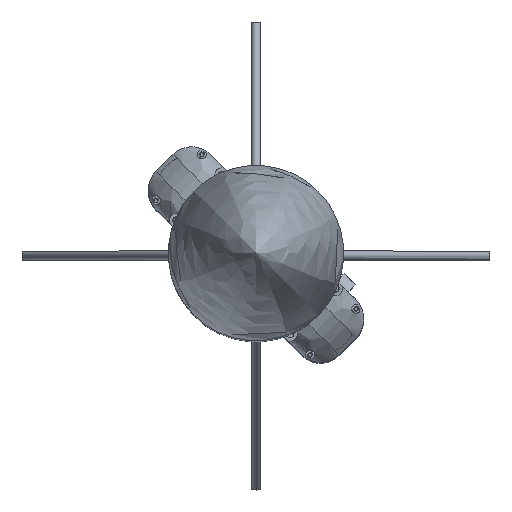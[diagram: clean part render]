
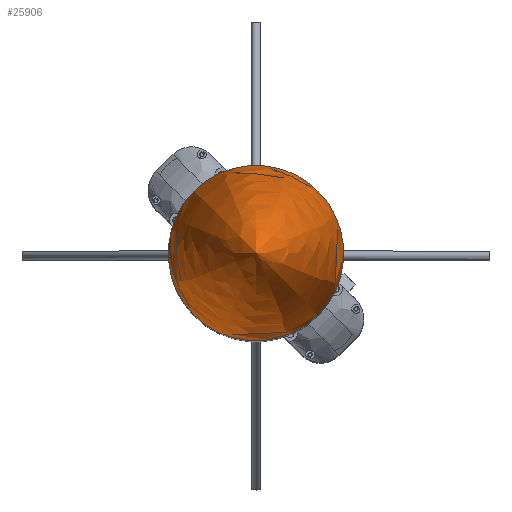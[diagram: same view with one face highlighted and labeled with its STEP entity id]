
A CAD part, top view. The second image highlights one B-rep face of the part: STEP entity #25906.
In plain terms, the highlighted free-form (B-spline) face has degree [3, 3] with [4, 19] control points.
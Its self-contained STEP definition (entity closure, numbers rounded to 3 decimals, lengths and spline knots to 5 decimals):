
#10=VERTEX_LOOP('',#16413);
#481=B_SPLINE_SURFACE_WITH_KNOTS('',3,3,((#55560,#55561,#55562,#55563,#55564,
#55565,#55566,#55567,#55568,#55569,#55570,#55571,#55572,#55573,#55574,#55575,
#55576,#55577,#55578),(#55579,#55580,#55581,#55582,#55583,#55584,#55585,
#55586,#55587,#55588,#55589,#55590,#55591,#55592,#55593,#55594,#55595,#55596,
#55597),(#55598,#55599,#55600,#55601,#55602,#55603,#55604,#55605,#55606,
#55607,#55608,#55609,#55610,#55611,#55612,#55613,#55614,#55615,#55616),
(#55617,#55618,#55619,#55620,#55621,#55622,#55623,#55624,#55625,#55626,
#55627,#55628,#55629,#55630,#55631,#55632,#55633,#55634,#55635)),
 .UNSPECIFIED.,.F.,.T.,.F.,(4,4),(1,1,1,1,1,1,1,1,1,1,1,1,1,1,1,1,1,1,1,
1,1,1,1),(0.,1.),(-1.1781,-0.7854,-0.3927,
0.,0.3927,0.7854,1.1781,1.5708,
1.9635,2.35619,2.74889,3.14159,3.53429,
3.92699,4.31969,4.71239,5.10509,5.49779,
5.89049,6.28319,6.67588,7.06858,7.46128),
 .UNSPECIFIED.);
#1345=CIRCLE('',#28938,0.03305);
#9851=ORIENTED_EDGE('',*,*,#13604,.F.);
#13604=EDGE_CURVE('',#16412,#16412,#1345,.T.);
#16412=VERTEX_POINT('',#55559);
#16413=VERTEX_POINT('',#55636);
#22343=EDGE_LOOP('',(#9851));
#23942=FACE_BOUND('',#22343,.T.);
#23943=FACE_BOUND('',#10,.T.);
#25906=ADVANCED_FACE('',(#23942,#23943),#481,.F.);
#28938=AXIS2_PLACEMENT_3D('',#55558,#35296,#35297);
#35296=DIRECTION('',(0.,0.,-1.));
#35297=DIRECTION('',(-1.,0.,0.));
#55558=CARTESIAN_POINT('',(0.,0.,0.0175));
#55559=CARTESIAN_POINT('',(-0.03305,0.,0.0175));
#55560=CARTESIAN_POINT('',(0.,0.,0.1375));
#55561=CARTESIAN_POINT('',(0.,0.,0.1375));
#55562=CARTESIAN_POINT('',(0.,0.,0.1375));
#55563=CARTESIAN_POINT('',(0.,0.,0.1375));
#55564=CARTESIAN_POINT('',(0.,0.,0.1375));
#55565=CARTESIAN_POINT('',(0.,0.,0.1375));
#55566=CARTESIAN_POINT('',(0.,0.,0.1375));
#55567=CARTESIAN_POINT('',(0.,0.,0.1375));
#55568=CARTESIAN_POINT('',(0.,0.,0.1375));
#55569=CARTESIAN_POINT('',(0.,0.,0.1375));
#55570=CARTESIAN_POINT('',(0.,0.,0.1375));
#55571=CARTESIAN_POINT('',(0.,0.,0.1375));
#55572=CARTESIAN_POINT('',(0.,0.,0.1375));
#55573=CARTESIAN_POINT('',(0.,0.,0.1375));
#55574=CARTESIAN_POINT('',(0.,0.,0.1375));
#55575=CARTESIAN_POINT('',(0.,0.,0.1375));
#55576=CARTESIAN_POINT('',(0.,0.,0.1375));
#55577=CARTESIAN_POINT('',(0.,0.,0.1375));
#55578=CARTESIAN_POINT('',(0.,0.,0.1375));
#55579=CARTESIAN_POINT('',(0.01731,0.00717,0.11344));
#55580=CARTESIAN_POINT('',(0.01873,0.,0.11344));
#55581=CARTESIAN_POINT('',(0.01731,-0.00717,0.11344));
#55582=CARTESIAN_POINT('',(0.01325,-0.01325,0.11344));
#55583=CARTESIAN_POINT('',(0.00717,-0.01731,0.11344));
#55584=CARTESIAN_POINT('',(0.,-0.01873,0.11344));
#55585=CARTESIAN_POINT('',(-0.00717,-0.01731,0.11344));
#55586=CARTESIAN_POINT('',(-0.01325,-0.01325,0.11344));
#55587=CARTESIAN_POINT('',(-0.01731,-0.00717,0.11344));
#55588=CARTESIAN_POINT('',(-0.01873,0.,0.11344));
#55589=CARTESIAN_POINT('',(-0.01731,0.00717,0.11344));
#55590=CARTESIAN_POINT('',(-0.01325,0.01325,0.11344));
#55591=CARTESIAN_POINT('',(-0.00717,0.01731,0.11344));
#55592=CARTESIAN_POINT('',(0.,0.01873,0.11344));
#55593=CARTESIAN_POINT('',(0.00717,0.01731,0.11344));
#55594=CARTESIAN_POINT('',(0.01325,0.01325,0.11344));
#55595=CARTESIAN_POINT('',(0.01731,0.00717,0.11344));
#55596=CARTESIAN_POINT('',(0.01873,0.,0.11344));
#55597=CARTESIAN_POINT('',(0.01731,-0.00717,0.11344));
#55598=CARTESIAN_POINT('',(0.02775,0.01149,0.07344));
#55599=CARTESIAN_POINT('',(0.03004,0.,0.07344));
#55600=CARTESIAN_POINT('',(0.02775,-0.01149,0.07344));
#55601=CARTESIAN_POINT('',(0.02124,-0.02124,0.07344));
#55602=CARTESIAN_POINT('',(0.01149,-0.02775,0.07344));
#55603=CARTESIAN_POINT('',(0.,-0.03004,0.07344));
#55604=CARTESIAN_POINT('',(-0.01149,-0.02775,0.07344));
#55605=CARTESIAN_POINT('',(-0.02124,-0.02124,0.07344));
#55606=CARTESIAN_POINT('',(-0.02775,-0.01149,0.07344));
#55607=CARTESIAN_POINT('',(-0.03004,0.,0.07344));
#55608=CARTESIAN_POINT('',(-0.02775,0.01149,0.07344));
#55609=CARTESIAN_POINT('',(-0.02124,0.02124,0.07344));
#55610=CARTESIAN_POINT('',(-0.01149,0.02775,0.07344));
#55611=CARTESIAN_POINT('',(0.,0.03004,0.07344));
#55612=CARTESIAN_POINT('',(0.01149,0.02775,0.07344));
#55613=CARTESIAN_POINT('',(0.02124,0.02124,0.07344));
#55614=CARTESIAN_POINT('',(0.02775,0.01149,0.07344));
#55615=CARTESIAN_POINT('',(0.03004,0.,0.07344));
#55616=CARTESIAN_POINT('',(0.02775,-0.01149,0.07344));
#55617=CARTESIAN_POINT('',(0.03133,0.01298,0.0175));
#55618=CARTESIAN_POINT('',(0.03391,0.,0.0175));
#55619=CARTESIAN_POINT('',(0.03133,-0.01298,0.0175));
#55620=CARTESIAN_POINT('',(0.02398,-0.02398,0.0175));
#55621=CARTESIAN_POINT('',(0.01298,-0.03133,0.0175));
#55622=CARTESIAN_POINT('',(0.,-0.03391,0.0175));
#55623=CARTESIAN_POINT('',(-0.01298,-0.03133,0.0175));
#55624=CARTESIAN_POINT('',(-0.02398,-0.02398,0.0175));
#55625=CARTESIAN_POINT('',(-0.03133,-0.01298,0.0175));
#55626=CARTESIAN_POINT('',(-0.03391,0.,0.0175));
#55627=CARTESIAN_POINT('',(-0.03133,0.01298,0.0175));
#55628=CARTESIAN_POINT('',(-0.02398,0.02398,0.0175));
#55629=CARTESIAN_POINT('',(-0.01298,0.03133,0.0175));
#55630=CARTESIAN_POINT('',(0.,0.03391,0.0175));
#55631=CARTESIAN_POINT('',(0.01298,0.03133,0.0175));
#55632=CARTESIAN_POINT('',(0.02398,0.02398,0.0175));
#55633=CARTESIAN_POINT('',(0.03133,0.01298,0.0175));
#55634=CARTESIAN_POINT('',(0.03391,0.,0.0175));
#55635=CARTESIAN_POINT('',(0.03133,-0.01298,0.0175));
#55636=CARTESIAN_POINT('',(0.,0.,0.1375));
